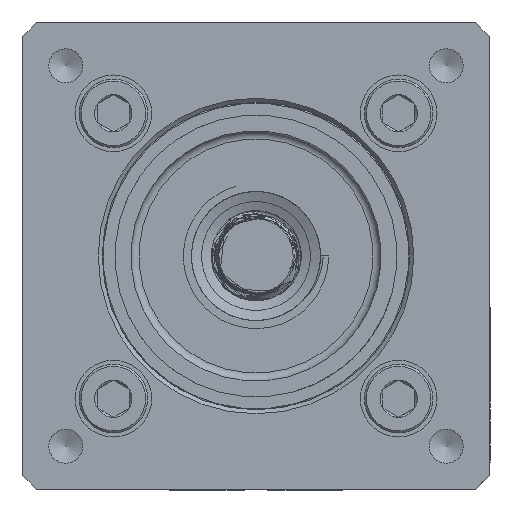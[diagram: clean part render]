
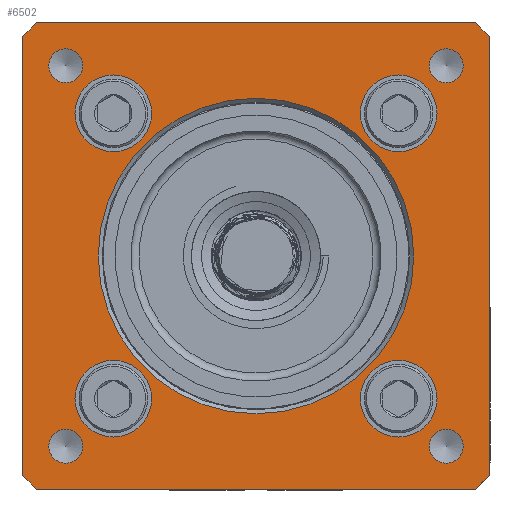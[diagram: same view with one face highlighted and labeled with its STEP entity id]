
A CAD part, front view. The second image highlights one B-rep face of the part: STEP entity #6502.
In plain terms, the highlighted planar face has unit normal (0, -1, 0).
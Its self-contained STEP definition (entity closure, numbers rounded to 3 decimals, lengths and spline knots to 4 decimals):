
#499=LINE('',#9979,#669);
#502=LINE('',#9987,#672);
#505=LINE('',#9995,#675);
#507=LINE('',#10001,#677);
#669=VECTOR('',#8019,2.1339);
#672=VECTOR('',#8028,2.1339);
#675=VECTOR('',#8037,2.1339);
#677=VECTOR('',#8045,2.1339);
#1109=FACE_BOUND('',#1837,.T.);
#1110=FACE_BOUND('',#1838,.T.);
#1111=FACE_BOUND('',#1839,.T.);
#1112=FACE_BOUND('',#1840,.T.);
#1113=FACE_BOUND('',#1841,.T.);
#1114=FACE_BOUND('',#1842,.T.);
#1115=FACE_BOUND('',#1843,.T.);
#1116=FACE_BOUND('',#1844,.T.);
#1117=FACE_BOUND('',#1845,.T.);
#1350=FACE_OUTER_BOUND('',#1836,.T.);
#1836=EDGE_LOOP('',(#4485,#4486,#4487,#4488,#4489,#4490,#4491,#4492));
#1837=EDGE_LOOP('',(#4493));
#1838=EDGE_LOOP('',(#4494));
#1839=EDGE_LOOP('',(#4495));
#1840=EDGE_LOOP('',(#4496));
#1841=EDGE_LOOP('',(#4497));
#1842=EDGE_LOOP('',(#4498));
#1843=EDGE_LOOP('',(#4499));
#1844=EDGE_LOOP('',(#4500));
#1845=EDGE_LOOP('',(#4501));
#2327=CIRCLE('',#6993,0.187);
#2331=CIRCLE('',#6999,0.187);
#2335=CIRCLE('',#7005,0.187);
#2339=CIRCLE('',#7011,0.187);
#2343=CIRCLE('',#7017,0.7697);
#2347=CIRCLE('',#7023,0.0827);
#2349=CIRCLE('',#7027,0.0827);
#2351=CIRCLE('',#7031,0.0827);
#2353=CIRCLE('',#7035,0.0827);
#2360=CIRCLE('',#7047,1.5625);
#2361=CIRCLE('',#7050,1.5625);
#2362=CIRCLE('',#7053,1.5625);
#2363=CIRCLE('',#7056,1.5625);
#2681=VERTEX_POINT('',#9876);
#2685=VERTEX_POINT('',#9886);
#2689=VERTEX_POINT('',#9896);
#2693=VERTEX_POINT('',#9906);
#2697=VERTEX_POINT('',#9916);
#2701=VERTEX_POINT('',#9926);
#2703=VERTEX_POINT('',#9932);
#2705=VERTEX_POINT('',#9938);
#2707=VERTEX_POINT('',#9944);
#2718=VERTEX_POINT('',#9971);
#2719=VERTEX_POINT('',#9973);
#2720=VERTEX_POINT('',#9977);
#2721=VERTEX_POINT('',#9981);
#2722=VERTEX_POINT('',#9985);
#2723=VERTEX_POINT('',#9989);
#2724=VERTEX_POINT('',#9993);
#2725=VERTEX_POINT('',#9997);
#3392=EDGE_CURVE('',#2681,#2681,#2327,.T.);
#3396=EDGE_CURVE('',#2685,#2685,#2331,.T.);
#3400=EDGE_CURVE('',#2689,#2689,#2335,.T.);
#3404=EDGE_CURVE('',#2693,#2693,#2339,.T.);
#3408=EDGE_CURVE('',#2697,#2697,#2343,.T.);
#3412=EDGE_CURVE('',#2701,#2701,#2347,.T.);
#3414=EDGE_CURVE('',#2703,#2703,#2349,.T.);
#3416=EDGE_CURVE('',#2705,#2705,#2351,.T.);
#3418=EDGE_CURVE('',#2707,#2707,#2353,.T.);
#3430=EDGE_CURVE('',#2718,#2719,#2360,.T.);
#3433=EDGE_CURVE('',#2720,#2718,#499,.T.);
#3435=EDGE_CURVE('',#2721,#2720,#2361,.T.);
#3437=EDGE_CURVE('',#2722,#2721,#502,.T.);
#3439=EDGE_CURVE('',#2723,#2722,#2362,.T.);
#3441=EDGE_CURVE('',#2724,#2723,#505,.T.);
#3443=EDGE_CURVE('',#2725,#2724,#2363,.T.);
#3444=EDGE_CURVE('',#2719,#2725,#507,.T.);
#4485=ORIENTED_EDGE('',*,*,#3433,.F.);
#4486=ORIENTED_EDGE('',*,*,#3435,.F.);
#4487=ORIENTED_EDGE('',*,*,#3437,.F.);
#4488=ORIENTED_EDGE('',*,*,#3439,.F.);
#4489=ORIENTED_EDGE('',*,*,#3441,.F.);
#4490=ORIENTED_EDGE('',*,*,#3443,.F.);
#4491=ORIENTED_EDGE('',*,*,#3444,.F.);
#4492=ORIENTED_EDGE('',*,*,#3430,.F.);
#4493=ORIENTED_EDGE('',*,*,#3396,.F.);
#4494=ORIENTED_EDGE('',*,*,#3400,.F.);
#4495=ORIENTED_EDGE('',*,*,#3404,.F.);
#4496=ORIENTED_EDGE('',*,*,#3408,.T.);
#4497=ORIENTED_EDGE('',*,*,#3412,.F.);
#4498=ORIENTED_EDGE('',*,*,#3414,.F.);
#4499=ORIENTED_EDGE('',*,*,#3416,.F.);
#4500=ORIENTED_EDGE('',*,*,#3418,.F.);
#4501=ORIENTED_EDGE('',*,*,#3392,.F.);
#5858=PLANE('',#7058);
#6502=ADVANCED_FACE('',(#1350,#1109,#1110,#1111,#1112,#1113,#1114,#1115,
#1116,#1117),#5858,.F.);
#6993=AXIS2_PLACEMENT_3D('',#9877,#7900,#7901);
#6999=AXIS2_PLACEMENT_3D('',#9887,#7912,#7913);
#7005=AXIS2_PLACEMENT_3D('',#9897,#7924,#7925);
#7011=AXIS2_PLACEMENT_3D('',#9907,#7936,#7937);
#7017=AXIS2_PLACEMENT_3D('',#9917,#7948,#7949);
#7023=AXIS2_PLACEMENT_3D('',#9927,#7960,#7961);
#7027=AXIS2_PLACEMENT_3D('',#9933,#7968,#7969);
#7031=AXIS2_PLACEMENT_3D('',#9939,#7976,#7977);
#7035=AXIS2_PLACEMENT_3D('',#9945,#7984,#7985);
#7047=AXIS2_PLACEMENT_3D('',#9974,#8013,#8014);
#7050=AXIS2_PLACEMENT_3D('',#9983,#8023,#8024);
#7053=AXIS2_PLACEMENT_3D('',#9991,#8032,#8033);
#7056=AXIS2_PLACEMENT_3D('',#9999,#8041,#8042);
#7058=AXIS2_PLACEMENT_3D('',#10002,#8046,#8047);
#7900=DIRECTION('center_axis',(0.,-1.,0.));
#7901=DIRECTION('ref_axis',(0.,0.,
-1.));
#7912=DIRECTION('center_axis',(0.,-1.,0.));
#7913=DIRECTION('ref_axis',(0.,0.,
-1.));
#7924=DIRECTION('center_axis',(0.,-1.,0.));
#7925=DIRECTION('ref_axis',(0.,0.,
-1.));
#7936=DIRECTION('center_axis',(0.,-1.,0.));
#7937=DIRECTION('ref_axis',(0.,0.,
-1.));
#7948=DIRECTION('center_axis',(0.,1.,0.));
#7949=DIRECTION('ref_axis',(1.,0.,0.));
#7960=DIRECTION('center_axis',(0.,-1.,0.));
#7961=DIRECTION('ref_axis',(0.,0.,
-1.));
#7968=DIRECTION('center_axis',(0.,-1.,0.));
#7969=DIRECTION('ref_axis',(0.,0.,
-1.));
#7976=DIRECTION('center_axis',(0.,-1.,0.));
#7977=DIRECTION('ref_axis',(0.,0.,
-1.));
#7984=DIRECTION('center_axis',(0.,-1.,0.));
#7985=DIRECTION('ref_axis',(0.,0.,
-1.));
#8013=DIRECTION('center_axis',(0.,1.,0.));
#8014=DIRECTION('ref_axis',(1.,0.,0.));
#8019=DIRECTION('',(0.,0.,-1.));
#8023=DIRECTION('center_axis',(0.,1.,0.));
#8024=DIRECTION('ref_axis',(1.,0.,0.));
#8028=DIRECTION('',(1.,0.,0.));
#8032=DIRECTION('center_axis',(0.,1.,0.));
#8033=DIRECTION('ref_axis',(1.,0.,0.));
#8037=DIRECTION('',(0.,0.,1.));
#8041=DIRECTION('center_axis',(0.,1.,0.));
#8042=DIRECTION('ref_axis',(1.,0.,0.));
#8045=DIRECTION('',(-1.,0.,0.));
#8046=DIRECTION('center_axis',(0.,1.,0.));
#8047=DIRECTION('ref_axis',(0.,0.,1.));
#9876=CARTESIAN_POINT('',(0.696,-0.8224,-0.883));
#9877=CARTESIAN_POINT('Origin',(0.696,-0.8224,-0.696));
#9886=CARTESIAN_POINT('',(0.696,-0.8224,0.509));
#9887=CARTESIAN_POINT('Origin',(0.696,-0.8224,0.696));
#9896=CARTESIAN_POINT('',(-0.696,-0.8224,0.509));
#9897=CARTESIAN_POINT('Origin',(-0.696,-0.8224,0.696));
#9906=CARTESIAN_POINT('',(-0.696,-0.8224,-0.883));
#9907=CARTESIAN_POINT('Origin',(-0.696,-0.8224,-0.696));
#9916=CARTESIAN_POINT('',(0.,-0.8224,-0.7697));
#9917=CARTESIAN_POINT('Origin',(0.,-0.8224,
0.));
#9926=CARTESIAN_POINT('',(0.9281,-0.8224,0.8455));
#9927=CARTESIAN_POINT('Origin',(0.9281,-0.8224,0.9281));
#9932=CARTESIAN_POINT('',(0.9281,-0.8224,-1.0108));
#9933=CARTESIAN_POINT('Origin',(0.9281,-0.8224,-0.9281));
#9938=CARTESIAN_POINT('',(-0.9281,-0.8224,-1.0108));
#9939=CARTESIAN_POINT('Origin',(-0.9281,-0.8224,-0.9281));
#9944=CARTESIAN_POINT('',(-0.9281,-0.8224,0.8455));
#9945=CARTESIAN_POINT('Origin',(-0.9281,-0.8224,0.9281));
#9971=CARTESIAN_POINT('',(1.1415,-0.8224,-1.067));
#9973=CARTESIAN_POINT('',(1.067,-0.8224,-1.1415));
#9974=CARTESIAN_POINT('Origin',(0.,-0.8224,
0.));
#9977=CARTESIAN_POINT('',(1.1415,-0.8224,1.067));
#9979=CARTESIAN_POINT('',(1.1415,-0.8224,1.067));
#9981=CARTESIAN_POINT('',(1.067,-0.8224,1.1415));
#9983=CARTESIAN_POINT('Origin',(0.,-0.8224,
0.));
#9985=CARTESIAN_POINT('',(-1.067,-0.8224,1.1415));
#9987=CARTESIAN_POINT('',(-1.067,-0.8224,1.1415));
#9989=CARTESIAN_POINT('',(-1.1415,-0.8224,1.067));
#9991=CARTESIAN_POINT('Origin',(0.,-0.8224,
0.));
#9993=CARTESIAN_POINT('',(-1.1415,-0.8224,-1.067));
#9995=CARTESIAN_POINT('',(-1.1415,-0.8224,-1.067));
#9997=CARTESIAN_POINT('',(-1.067,-0.8224,-1.1415));
#9999=CARTESIAN_POINT('Origin',(0.,-0.8224,
0.));
#10001=CARTESIAN_POINT('',(1.067,-0.8224,-1.1415));
#10002=CARTESIAN_POINT('Origin',(1.9685,-0.8224,0.));
